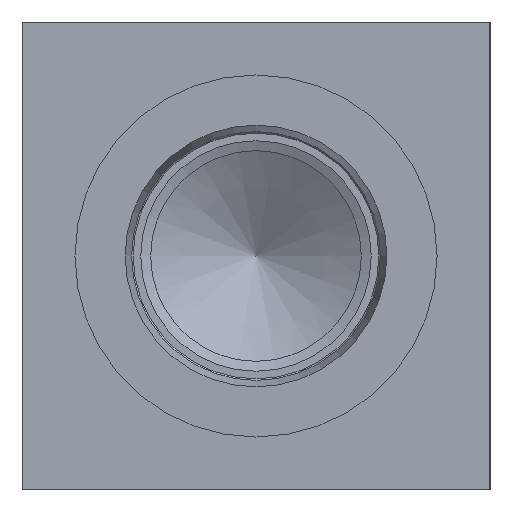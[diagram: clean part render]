
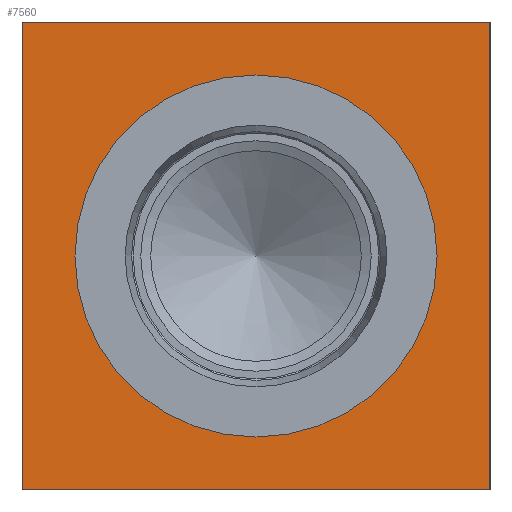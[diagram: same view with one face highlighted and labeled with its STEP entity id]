
A CAD part, left-side view. The second image highlights one B-rep face of the part: STEP entity #7560.
In plain terms, the highlighted planar face has unit normal (-1, 0, 0).
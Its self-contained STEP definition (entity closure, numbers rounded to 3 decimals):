
#132=CIRCLE('',#7878,24.562);
#133=CIRCLE('',#7879,24.562);
#232=FACE_BOUND('',#1366,.T.);
#939=FACE_OUTER_BOUND('',#1365,.T.);
#1365=EDGE_LOOP('',(#6620,#6621,#6622,#6623));
#1366=EDGE_LOOP('',(#6624,#6625));
#1651=LINE('',#11664,#2364);
#2084=LINE('',#13073,#2797);
#2085=LINE('',#13074,#2798);
#2086=LINE('',#13075,#2799);
#2364=VECTOR('',#8391,10.);
#2797=VECTOR('',#9474,10.);
#2798=VECTOR('',#9475,10.);
#2799=VECTOR('',#9476,10.);
#3111=VERTEX_POINT('',#11657);
#3114=VERTEX_POINT('',#11662);
#3445=VERTEX_POINT('',#12887);
#3446=VERTEX_POINT('',#12888);
#3504=VERTEX_POINT('',#13071);
#3505=VERTEX_POINT('',#13072);
#3970=EDGE_CURVE('',#3114,#3111,#1651,.T.);
#4462=EDGE_CURVE('',#3445,#3446,#132,.T.);
#4463=EDGE_CURVE('',#3446,#3445,#133,.T.);
#4549=EDGE_CURVE('',#3504,#3505,#2084,.T.);
#4550=EDGE_CURVE('',#3505,#3111,#2085,.T.);
#4551=EDGE_CURVE('',#3504,#3114,#2086,.T.);
#6620=ORIENTED_EDGE('',*,*,#4549,.T.);
#6621=ORIENTED_EDGE('',*,*,#4550,.T.);
#6622=ORIENTED_EDGE('',*,*,#3970,.F.);
#6623=ORIENTED_EDGE('',*,*,#4551,.F.);
#6624=ORIENTED_EDGE('',*,*,#4462,.T.);
#6625=ORIENTED_EDGE('',*,*,#4463,.T.);
#6872=PLANE('',#7973);
#7560=ADVANCED_FACE('',(#939,#232),#6872,.T.);
#7878=AXIS2_PLACEMENT_3D('',#12889,#9253,#9254);
#7879=AXIS2_PLACEMENT_3D('',#12890,#9255,#9256);
#7973=AXIS2_PLACEMENT_3D('',#13070,#9472,#9473);
#8391=DIRECTION('',(0.,-1.,0.));
#9253=DIRECTION('center_axis',(1.,0.,0.));
#9254=DIRECTION('ref_axis',(0.,0.,1.));
#9255=DIRECTION('center_axis',(1.,0.,0.));
#9256=DIRECTION('ref_axis',(0.,0.,1.));
#9472=DIRECTION('center_axis',(-1.,0.,0.));
#9473=DIRECTION('ref_axis',(0.,-1.,0.));
#9474=DIRECTION('',(0.,-1.,0.));
#9475=DIRECTION('',(0.,0.,1.));
#9476=DIRECTION('',(0.,0.,1.));
#11657=CARTESIAN_POINT('',(0.,0.,63.5));
#11662=CARTESIAN_POINT('',(0.,63.5,63.5));
#11664=CARTESIAN_POINT('',(0.,63.5,63.5));
#12887=CARTESIAN_POINT('',(0.,31.75,56.312));
#12888=CARTESIAN_POINT('',(0.,31.75,7.188));
#12889=CARTESIAN_POINT('Origin',(0.,31.75,31.75));
#12890=CARTESIAN_POINT('Origin',(0.,31.75,31.75));
#13070=CARTESIAN_POINT('Origin',(0.,63.5,0.));
#13071=CARTESIAN_POINT('',(0.,63.5,0.));
#13072=CARTESIAN_POINT('',(0.,0.,0.));
#13073=CARTESIAN_POINT('',(0.,63.5,0.));
#13074=CARTESIAN_POINT('',(0.,0.,0.));
#13075=CARTESIAN_POINT('',(0.,63.5,0.));
